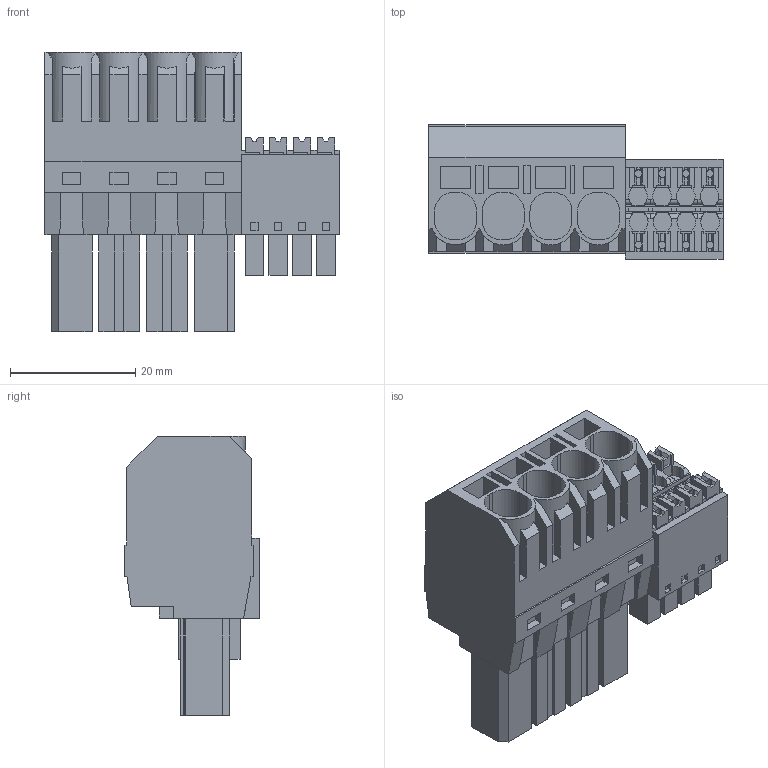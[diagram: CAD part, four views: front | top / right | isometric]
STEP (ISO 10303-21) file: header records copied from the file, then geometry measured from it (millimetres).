
FILE_DESCRIPTION(('CATIA V5 STEP Exchange','CAx-IF Rec.Pracs.--- Model Styling and Organization---1.4--- 2014-01-23'),'2;1');
FILE_NAME ('D1449453_1_1156470000_1156470000.stp','2023-09-07T12:50:04+00:00',('none'),('Weidmueller'),'CATIA Version 5-6 Release 2016 SP3 HF44','CATIA V5 STEP AP214','none');
FILE_SCHEMA(('AUTOMOTIVE_DESIGN { 1 0 10303 214 1 1 1 1 }'));
Length unit declared in the file: millimetre
Products named in the file (1): 1156470000
Bounding box: 47.03 x 21.53 x 44.7 mm (x, y, z)
Volume: 21138.5 mm3; surface area: 10905.7 mm2
Topology: 9 solids, 9 shells, 826 faces, 2308 edges, 1543 vertices
Faces by surface type: plane 736, cylinder 90
Entity records: 24868 total; most frequent: CARTESIAN_POINT 4976, ORIENTED_EDGE 4616, DIRECTION 3228, EDGE_CURVE 2308, VECTOR 2028, LINE 2028, VERTEX_POINT 1543, EDGE_LOOP 885
